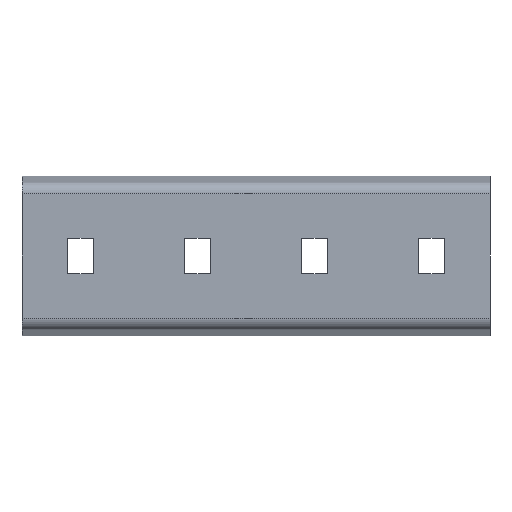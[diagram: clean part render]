
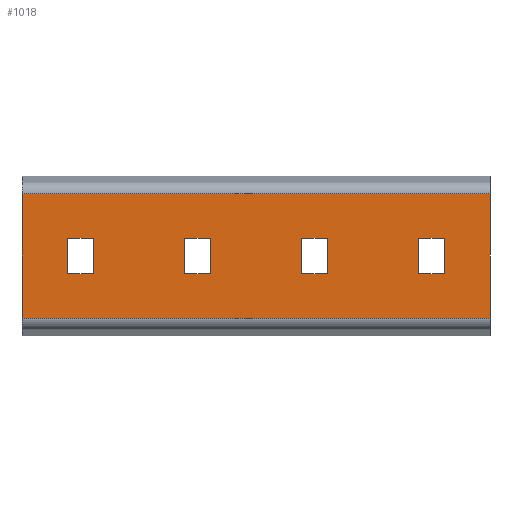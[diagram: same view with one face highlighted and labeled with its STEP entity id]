
A CAD part, left-side view. The second image highlights one B-rep face of the part: STEP entity #1018.
In plain terms, the highlighted planar face has unit normal (-1, 0, 0).
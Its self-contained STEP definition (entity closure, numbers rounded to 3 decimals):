
#59=DIRECTION('',(0.,0.,1.));
#60=VECTOR('',#59,53.349);
#61=CARTESIAN_POINT('',(0.,0.,-26.675));
#62=LINE('',#61,#60);
#307=DIRECTION('',(0.,1.,0.));
#308=VECTOR('',#307,200.);
#309=CARTESIAN_POINT('',(0.,0.,26.675));
#310=LINE('',#309,#308);
#314=DIRECTION('',(0.,1.,0.));
#315=VECTOR('',#314,200.);
#316=CARTESIAN_POINT('',(0.,0.,-26.675));
#317=LINE('',#316,#315);
#321=DIRECTION('',(0.,-1.,0.));
#322=VECTOR('',#321,11.);
#323=CARTESIAN_POINT('',(0.,180.5,-7.5));
#324=LINE('',#323,#322);
#328=DIRECTION('',(0.,0.,1.));
#329=VECTOR('',#328,15.);
#330=CARTESIAN_POINT('',(0.,169.5,-7.5));
#331=LINE('',#330,#329);
#335=DIRECTION('',(0.,1.,0.));
#336=VECTOR('',#335,11.);
#337=CARTESIAN_POINT('',(0.,169.5,7.5));
#338=LINE('',#337,#336);
#342=DIRECTION('',(0.,0.,-1.));
#343=VECTOR('',#342,15.);
#344=CARTESIAN_POINT('',(0.,180.5,7.5));
#345=LINE('',#344,#343);
#349=DIRECTION('',(0.,-1.,0.));
#350=VECTOR('',#349,11.);
#351=CARTESIAN_POINT('',(0.,130.5,-7.5));
#352=LINE('',#351,#350);
#356=DIRECTION('',(0.,0.,1.));
#357=VECTOR('',#356,15.);
#358=CARTESIAN_POINT('',(0.,119.5,-7.5));
#359=LINE('',#358,#357);
#363=DIRECTION('',(0.,1.,0.));
#364=VECTOR('',#363,11.);
#365=CARTESIAN_POINT('',(0.,119.5,7.5));
#366=LINE('',#365,#364);
#370=DIRECTION('',(0.,0.,-1.));
#371=VECTOR('',#370,15.);
#372=CARTESIAN_POINT('',(0.,130.5,7.5));
#373=LINE('',#372,#371);
#377=DIRECTION('',(0.,-1.,0.));
#378=VECTOR('',#377,11.);
#379=CARTESIAN_POINT('',(0.,80.5,-7.5));
#380=LINE('',#379,#378);
#384=DIRECTION('',(0.,0.,1.));
#385=VECTOR('',#384,15.);
#386=CARTESIAN_POINT('',(0.,69.5,-7.5));
#387=LINE('',#386,#385);
#391=DIRECTION('',(0.,1.,0.));
#392=VECTOR('',#391,11.);
#393=CARTESIAN_POINT('',(0.,69.5,7.5));
#394=LINE('',#393,#392);
#398=DIRECTION('',(0.,0.,-1.));
#399=VECTOR('',#398,15.);
#400=CARTESIAN_POINT('',(0.,80.5,7.5));
#401=LINE('',#400,#399);
#405=DIRECTION('',(0.,-1.,0.));
#406=VECTOR('',#405,11.);
#407=CARTESIAN_POINT('',(0.,30.5,-7.5));
#408=LINE('',#407,#406);
#412=DIRECTION('',(0.,0.,1.));
#413=VECTOR('',#412,15.);
#414=CARTESIAN_POINT('',(0.,19.5,-7.5));
#415=LINE('',#414,#413);
#419=DIRECTION('',(0.,1.,0.));
#420=VECTOR('',#419,11.);
#421=CARTESIAN_POINT('',(0.,19.5,7.5));
#422=LINE('',#421,#420);
#426=DIRECTION('',(0.,0.,-1.));
#427=VECTOR('',#426,15.);
#428=CARTESIAN_POINT('',(0.,30.5,7.5));
#429=LINE('',#428,#427);
#513=DIRECTION('',(0.,0.,1.));
#514=VECTOR('',#513,53.349);
#515=CARTESIAN_POINT('',(0.,200.,-26.675));
#516=LINE('',#515,#514);
#644=CARTESIAN_POINT('',(0.,0.,-26.675));
#645=CARTESIAN_POINT('',(0.,0.,26.675));
#646=VERTEX_POINT('',#644);
#647=VERTEX_POINT('',#645);
#664=CARTESIAN_POINT('',(0.,200.,-26.675));
#665=CARTESIAN_POINT('',(0.,200.,26.675));
#666=VERTEX_POINT('',#664);
#667=VERTEX_POINT('',#665);
#688=CARTESIAN_POINT('',(0.,180.5,-7.5));
#689=CARTESIAN_POINT('',(0.,169.5,-7.5));
#690=VERTEX_POINT('',#688);
#691=VERTEX_POINT('',#689);
#692=CARTESIAN_POINT('',(0.,169.5,7.5));
#693=VERTEX_POINT('',#692);
#694=CARTESIAN_POINT('',(0.,180.5,7.5));
#695=VERTEX_POINT('',#694);
#704=CARTESIAN_POINT('',(0.,130.5,-7.5));
#705=CARTESIAN_POINT('',(0.,119.5,-7.5));
#706=VERTEX_POINT('',#704);
#707=VERTEX_POINT('',#705);
#708=CARTESIAN_POINT('',(0.,119.5,7.5));
#709=VERTEX_POINT('',#708);
#710=CARTESIAN_POINT('',(0.,130.5,7.5));
#711=VERTEX_POINT('',#710);
#720=CARTESIAN_POINT('',(0.,80.5,-7.5));
#721=CARTESIAN_POINT('',(0.,69.5,-7.5));
#722=VERTEX_POINT('',#720);
#723=VERTEX_POINT('',#721);
#724=CARTESIAN_POINT('',(0.,69.5,7.5));
#725=VERTEX_POINT('',#724);
#726=CARTESIAN_POINT('',(0.,80.5,7.5));
#727=VERTEX_POINT('',#726);
#736=CARTESIAN_POINT('',(0.,30.5,-7.5));
#737=CARTESIAN_POINT('',(0.,19.5,-7.5));
#738=VERTEX_POINT('',#736);
#739=VERTEX_POINT('',#737);
#740=CARTESIAN_POINT('',(0.,19.5,7.5));
#741=VERTEX_POINT('',#740);
#742=CARTESIAN_POINT('',(0.,30.5,7.5));
#743=VERTEX_POINT('',#742);
#965=CARTESIAN_POINT('',(0.,0.,-26.675));
#966=DIRECTION('',(-1.,0.,0.));
#967=DIRECTION('',(0.,0.,1.));
#968=AXIS2_PLACEMENT_3D('',#965,#966,#967);
#969=PLANE('',#968);
#970=ORIENTED_EDGE('',*,*,#761,.F.);
#972=ORIENTED_EDGE('',*,*,#971,.T.);
#974=ORIENTED_EDGE('',*,*,#973,.T.);
#975=ORIENTED_EDGE('',*,*,#957,.F.);
#976=EDGE_LOOP('',(#970,#972,#974,#975));
#977=FACE_OUTER_BOUND('',#976,.F.);
#979=ORIENTED_EDGE('',*,*,#978,.T.);
#981=ORIENTED_EDGE('',*,*,#980,.T.);
#983=ORIENTED_EDGE('',*,*,#982,.T.);
#985=ORIENTED_EDGE('',*,*,#984,.T.);
#986=EDGE_LOOP('',(#979,#981,#983,#985));
#987=FACE_BOUND('',#986,.F.);
#989=ORIENTED_EDGE('',*,*,#988,.T.);
#991=ORIENTED_EDGE('',*,*,#990,.T.);
#993=ORIENTED_EDGE('',*,*,#992,.T.);
#995=ORIENTED_EDGE('',*,*,#994,.T.);
#996=EDGE_LOOP('',(#989,#991,#993,#995));
#997=FACE_BOUND('',#996,.F.);
#999=ORIENTED_EDGE('',*,*,#998,.T.);
#1001=ORIENTED_EDGE('',*,*,#1000,.T.);
#1003=ORIENTED_EDGE('',*,*,#1002,.T.);
#1005=ORIENTED_EDGE('',*,*,#1004,.T.);
#1006=EDGE_LOOP('',(#999,#1001,#1003,#1005));
#1007=FACE_BOUND('',#1006,.F.);
#1009=ORIENTED_EDGE('',*,*,#1008,.T.);
#1011=ORIENTED_EDGE('',*,*,#1010,.T.);
#1013=ORIENTED_EDGE('',*,*,#1012,.T.);
#1015=ORIENTED_EDGE('',*,*,#1014,.T.);
#1016=EDGE_LOOP('',(#1009,#1011,#1013,#1015));
#1017=FACE_BOUND('',#1016,.F.);
#1018=ADVANCED_FACE('',(#977,#987,#997,#1007,#1017),#969,.T.);
#761=EDGE_CURVE('',#646,#647,#62,.T.);
#957=EDGE_CURVE('',#647,#667,#310,.T.);
#971=EDGE_CURVE('',#646,#666,#317,.T.);
#973=EDGE_CURVE('',#666,#667,#516,.T.);
#978=EDGE_CURVE('',#690,#691,#324,.T.);
#980=EDGE_CURVE('',#691,#693,#331,.T.);
#982=EDGE_CURVE('',#693,#695,#338,.T.);
#984=EDGE_CURVE('',#695,#690,#345,.T.);
#988=EDGE_CURVE('',#706,#707,#352,.T.);
#990=EDGE_CURVE('',#707,#709,#359,.T.);
#992=EDGE_CURVE('',#709,#711,#366,.T.);
#994=EDGE_CURVE('',#711,#706,#373,.T.);
#998=EDGE_CURVE('',#722,#723,#380,.T.);
#1000=EDGE_CURVE('',#723,#725,#387,.T.);
#1002=EDGE_CURVE('',#725,#727,#394,.T.);
#1004=EDGE_CURVE('',#727,#722,#401,.T.);
#1008=EDGE_CURVE('',#738,#739,#408,.T.);
#1010=EDGE_CURVE('',#739,#741,#415,.T.);
#1012=EDGE_CURVE('',#741,#743,#422,.T.);
#1014=EDGE_CURVE('',#743,#738,#429,.T.);
